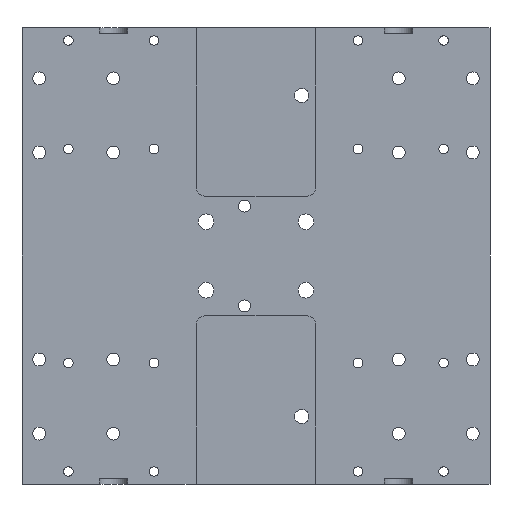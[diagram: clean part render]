
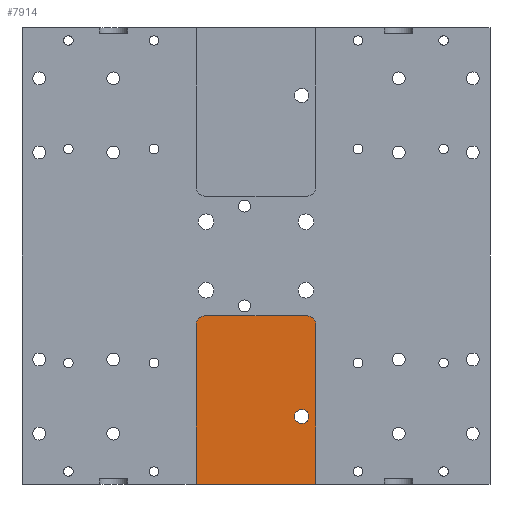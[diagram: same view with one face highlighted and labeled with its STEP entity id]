
A CAD part, front view. The second image highlights one B-rep face of the part: STEP entity #7914.
In plain terms, the highlighted planar face has unit normal (0, -1, 0).
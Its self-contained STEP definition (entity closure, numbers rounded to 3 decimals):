
#100 = PLANE('',#101);
#101 = AXIS2_PLACEMENT_3D('',#102,#103,#104);
#102 = CARTESIAN_POINT('',(-82.,-127.,-160.));
#103 = DIRECTION('',(0.,0.,-1.));
#104 = DIRECTION('',(1.,0.,0.));
#1165 = CYLINDRICAL_SURFACE('',#1166,2.5);
#1166 = AXIS2_PLACEMENT_3D('',#1167,#1168,#1169);
#1167 = CARTESIAN_POINT('',(16.,-109.,-136.25));
#1168 = DIRECTION('',(0.,1.,0.));
#1169 = DIRECTION('',(1.,0.,0.));
#2397 = VERTEX_POINT('',#2398);
#2398 = CARTESIAN_POINT('',(21.,-124.,-160.));
#2412 = PLANE('',#2413);
#2413 = AXIS2_PLACEMENT_3D('',#2414,#2415,#2416);
#2414 = CARTESIAN_POINT('',(21.,-127.,-168.));
#2415 = DIRECTION('',(1.,0.,0.));
#2416 = DIRECTION('',(0.,0.,1.));
#2424 = EDGE_CURVE('',#2425,#2397,#2427,.T.);
#2425 = VERTEX_POINT('',#2426);
#2426 = CARTESIAN_POINT('',(-21.,-124.,-160.));
#2427 = SURFACE_CURVE('',#2428,(#2432,#2439),.PCURVE_S1.);
#2428 = LINE('',#2429,#2430);
#2429 = CARTESIAN_POINT('',(-41.,-124.,-160.));
#2430 = VECTOR('',#2431,1.);
#2431 = DIRECTION('',(1.,0.,0.));
#2432 = PCURVE('',#100,#2433);
#2433 = DEFINITIONAL_REPRESENTATION('',(#2434),#2438);
#2434 = LINE('',#2435,#2436);
#2435 = CARTESIAN_POINT('',(41.,-3.));
#2436 = VECTOR('',#2437,1.);
#2437 = DIRECTION('',(1.,0.));
#2438 = ( GEOMETRIC_REPRESENTATION_CONTEXT(2) 
PARAMETRIC_REPRESENTATION_CONTEXT() REPRESENTATION_CONTEXT('2D SPACE',''
  ) );
#2439 = PCURVE('',#2440,#2445);
#2440 = PLANE('',#2441);
#2441 = AXIS2_PLACEMENT_3D('',#2442,#2443,#2444);
#2442 = CARTESIAN_POINT('',(0.,-124.,-80.));
#2443 = DIRECTION('',(0.,1.,0.));
#2444 = DIRECTION('',(0.,0.,1.));
#2445 = DEFINITIONAL_REPRESENTATION('',(#2446),#2450);
#2446 = LINE('',#2447,#2448);
#2447 = CARTESIAN_POINT('',(-80.,-41.));
#2448 = VECTOR('',#2449,1.);
#2449 = DIRECTION('',(0.,1.));
#2450 = ( GEOMETRIC_REPRESENTATION_CONTEXT(2) 
PARAMETRIC_REPRESENTATION_CONTEXT() REPRESENTATION_CONTEXT('2D SPACE',''
  ) );
#2468 = PLANE('',#2469);
#2469 = AXIS2_PLACEMENT_3D('',#2470,#2471,#2472);
#2470 = CARTESIAN_POINT('',(-21.,-127.,-104.));
#2471 = DIRECTION('',(-1.,0.,-0.));
#2472 = DIRECTION('',(0.,0.,-1.));
#4844 = VERTEX_POINT('',#4845);
#4845 = CARTESIAN_POINT('',(18.5,-124.,-136.25));
#4868 = EDGE_CURVE('',#4844,#4844,#4869,.T.);
#4869 = SURFACE_CURVE('',#4870,(#4875,#4882),.PCURVE_S1.);
#4870 = CIRCLE('',#4871,2.5);
#4871 = AXIS2_PLACEMENT_3D('',#4872,#4873,#4874);
#4872 = CARTESIAN_POINT('',(16.,-124.,-136.25));
#4873 = DIRECTION('',(0.,1.,0.));
#4874 = DIRECTION('',(1.,0.,0.));
#4875 = PCURVE('',#1165,#4876);
#4876 = DEFINITIONAL_REPRESENTATION('',(#4877),#4881);
#4877 = LINE('',#4878,#4879);
#4878 = CARTESIAN_POINT('',(0.,-15.));
#4879 = VECTOR('',#4880,1.);
#4880 = DIRECTION('',(1.,0.));
#4881 = ( GEOMETRIC_REPRESENTATION_CONTEXT(2) 
PARAMETRIC_REPRESENTATION_CONTEXT() REPRESENTATION_CONTEXT('2D SPACE',''
  ) );
#4882 = PCURVE('',#2440,#4883);
#4883 = DEFINITIONAL_REPRESENTATION('',(#4884),#4888);
#4884 = CIRCLE('',#4885,2.5);
#4885 = AXIS2_PLACEMENT_2D('',#4886,#4887);
#4886 = CARTESIAN_POINT('',(-56.25,16.));
#4887 = DIRECTION('',(0.,1.));
#4888 = ( GEOMETRIC_REPRESENTATION_CONTEXT(2) 
PARAMETRIC_REPRESENTATION_CONTEXT() REPRESENTATION_CONTEXT('2D SPACE',''
  ) );
#5942 = CYLINDRICAL_SURFACE('',#5943,3.);
#5943 = AXIS2_PLACEMENT_3D('',#5944,#5945,#5946);
#5944 = CARTESIAN_POINT('',(18.,-127.,-104.));
#5945 = DIRECTION('',(0.,-1.,0.));
#5946 = DIRECTION('',(1.,0.,0.));
#5970 = PLANE('',#5971);
#5971 = AXIS2_PLACEMENT_3D('',#5972,#5973,#5974);
#5972 = CARTESIAN_POINT('',(18.,-127.,-101.));
#5973 = DIRECTION('',(0.,0.,1.));
#5974 = DIRECTION('',(-1.,0.,0.));
#6003 = CYLINDRICAL_SURFACE('',#6004,3.);
#6004 = AXIS2_PLACEMENT_3D('',#6005,#6006,#6007);
#6005 = CARTESIAN_POINT('',(-18.,-127.,-104.));
#6006 = DIRECTION('',(0.,-1.,0.));
#6007 = DIRECTION('',(1.,0.,0.));
#7871 = VERTEX_POINT('',#7872);
#7872 = CARTESIAN_POINT('',(-21.,-124.,-104.));
#7893 = EDGE_CURVE('',#7871,#2425,#7894,.T.);
#7894 = SURFACE_CURVE('',#7895,(#7899,#7906),.PCURVE_S1.);
#7895 = LINE('',#7896,#7897);
#7896 = CARTESIAN_POINT('',(-21.,-124.,-104.));
#7897 = VECTOR('',#7898,1.);
#7898 = DIRECTION('',(0.,0.,-1.));
#7899 = PCURVE('',#2468,#7900);
#7900 = DEFINITIONAL_REPRESENTATION('',(#7901),#7905);
#7901 = LINE('',#7902,#7903);
#7902 = CARTESIAN_POINT('',(0.,-3.));
#7903 = VECTOR('',#7904,1.);
#7904 = DIRECTION('',(1.,0.));
#7905 = ( GEOMETRIC_REPRESENTATION_CONTEXT(2) 
PARAMETRIC_REPRESENTATION_CONTEXT() REPRESENTATION_CONTEXT('2D SPACE',''
  ) );
#7906 = PCURVE('',#2440,#7907);
#7907 = DEFINITIONAL_REPRESENTATION('',(#7908),#7912);
#7908 = LINE('',#7909,#7910);
#7909 = CARTESIAN_POINT('',(-24.,-21.));
#7910 = VECTOR('',#7911,1.);
#7911 = DIRECTION('',(-1.,0.));
#7912 = ( GEOMETRIC_REPRESENTATION_CONTEXT(2) 
PARAMETRIC_REPRESENTATION_CONTEXT() REPRESENTATION_CONTEXT('2D SPACE',''
  ) );
#7914 = ADVANCED_FACE('',(#7915,#8019),#2440,.F.);
#7915 = FACE_BOUND('',#7916,.F.);
#7916 = EDGE_LOOP('',(#7917,#7918,#7919,#7947,#7970,#7998));
#7917 = ORIENTED_EDGE('',*,*,#2424,.F.);
#7918 = ORIENTED_EDGE('',*,*,#7893,.F.);
#7919 = ORIENTED_EDGE('',*,*,#7920,.F.);
#7920 = EDGE_CURVE('',#7921,#7871,#7923,.T.);
#7921 = VERTEX_POINT('',#7922);
#7922 = CARTESIAN_POINT('',(-18.,-124.,-101.));
#7923 = SURFACE_CURVE('',#7924,(#7929,#7940),.PCURVE_S1.);
#7924 = CIRCLE('',#7925,3.);
#7925 = AXIS2_PLACEMENT_3D('',#7926,#7927,#7928);
#7926 = CARTESIAN_POINT('',(-18.,-124.,-104.));
#7927 = DIRECTION('',(0.,-1.,0.));
#7928 = DIRECTION('',(1.,0.,0.));
#7929 = PCURVE('',#2440,#7930);
#7930 = DEFINITIONAL_REPRESENTATION('',(#7931),#7939);
#7931 = ( BOUNDED_CURVE() B_SPLINE_CURVE(2,(#7932,#7933,#7934,#7935,
#7936,#7937,#7938),.UNSPECIFIED.,.T.,.F.) B_SPLINE_CURVE_WITH_KNOTS((1,2
    ,2,2,2,1),(-2.094,0.,2.094,4.189,
6.283,8.378),.UNSPECIFIED.) CURVE() 
GEOMETRIC_REPRESENTATION_ITEM() RATIONAL_B_SPLINE_CURVE((1.,0.5,1.,0.5,
1.,0.5,1.)) REPRESENTATION_ITEM('') );
#7932 = CARTESIAN_POINT('',(-24.,-15.));
#7933 = CARTESIAN_POINT('',(-18.804,-15.));
#7934 = CARTESIAN_POINT('',(-21.402,-19.5));
#7935 = CARTESIAN_POINT('',(-24.,-24.));
#7936 = CARTESIAN_POINT('',(-26.598,-19.5));
#7937 = CARTESIAN_POINT('',(-29.196,-15.));
#7938 = CARTESIAN_POINT('',(-24.,-15.));
#7939 = ( GEOMETRIC_REPRESENTATION_CONTEXT(2) 
PARAMETRIC_REPRESENTATION_CONTEXT() REPRESENTATION_CONTEXT('2D SPACE',''
  ) );
#7940 = PCURVE('',#6003,#7941);
#7941 = DEFINITIONAL_REPRESENTATION('',(#7942),#7946);
#7942 = LINE('',#7943,#7944);
#7943 = CARTESIAN_POINT('',(0.,-3.));
#7944 = VECTOR('',#7945,1.);
#7945 = DIRECTION('',(1.,0.));
#7946 = ( GEOMETRIC_REPRESENTATION_CONTEXT(2) 
PARAMETRIC_REPRESENTATION_CONTEXT() REPRESENTATION_CONTEXT('2D SPACE',''
  ) );
#7947 = ORIENTED_EDGE('',*,*,#7948,.F.);
#7948 = EDGE_CURVE('',#7949,#7921,#7951,.T.);
#7949 = VERTEX_POINT('',#7950);
#7950 = CARTESIAN_POINT('',(18.,-124.,-101.));
#7951 = SURFACE_CURVE('',#7952,(#7956,#7963),.PCURVE_S1.);
#7952 = LINE('',#7953,#7954);
#7953 = CARTESIAN_POINT('',(18.,-124.,-101.));
#7954 = VECTOR('',#7955,1.);
#7955 = DIRECTION('',(-1.,0.,0.));
#7956 = PCURVE('',#2440,#7957);
#7957 = DEFINITIONAL_REPRESENTATION('',(#7958),#7962);
#7958 = LINE('',#7959,#7960);
#7959 = CARTESIAN_POINT('',(-21.,18.));
#7960 = VECTOR('',#7961,1.);
#7961 = DIRECTION('',(0.,-1.));
#7962 = ( GEOMETRIC_REPRESENTATION_CONTEXT(2) 
PARAMETRIC_REPRESENTATION_CONTEXT() REPRESENTATION_CONTEXT('2D SPACE',''
  ) );
#7963 = PCURVE('',#5970,#7964);
#7964 = DEFINITIONAL_REPRESENTATION('',(#7965),#7969);
#7965 = LINE('',#7966,#7967);
#7966 = CARTESIAN_POINT('',(0.,-3.));
#7967 = VECTOR('',#7968,1.);
#7968 = DIRECTION('',(1.,0.));
#7969 = ( GEOMETRIC_REPRESENTATION_CONTEXT(2) 
PARAMETRIC_REPRESENTATION_CONTEXT() REPRESENTATION_CONTEXT('2D SPACE',''
  ) );
#7970 = ORIENTED_EDGE('',*,*,#7971,.F.);
#7971 = EDGE_CURVE('',#7972,#7949,#7974,.T.);
#7972 = VERTEX_POINT('',#7973);
#7973 = CARTESIAN_POINT('',(21.,-124.,-104.));
#7974 = SURFACE_CURVE('',#7975,(#7980,#7991),.PCURVE_S1.);
#7975 = CIRCLE('',#7976,3.);
#7976 = AXIS2_PLACEMENT_3D('',#7977,#7978,#7979);
#7977 = CARTESIAN_POINT('',(18.,-124.,-104.));
#7978 = DIRECTION('',(0.,-1.,0.));
#7979 = DIRECTION('',(1.,0.,0.));
#7980 = PCURVE('',#2440,#7981);
#7981 = DEFINITIONAL_REPRESENTATION('',(#7982),#7990);
#7982 = ( BOUNDED_CURVE() B_SPLINE_CURVE(2,(#7983,#7984,#7985,#7986,
#7987,#7988,#7989),.UNSPECIFIED.,.T.,.F.) B_SPLINE_CURVE_WITH_KNOTS((1,2
    ,2,2,2,1),(-2.094,0.,2.094,4.189,
6.283,8.378),.UNSPECIFIED.) CURVE() 
GEOMETRIC_REPRESENTATION_ITEM() RATIONAL_B_SPLINE_CURVE((1.,0.5,1.,0.5,
1.,0.5,1.)) REPRESENTATION_ITEM('') );
#7983 = CARTESIAN_POINT('',(-24.,21.));
#7984 = CARTESIAN_POINT('',(-18.804,21.));
#7985 = CARTESIAN_POINT('',(-21.402,16.5));
#7986 = CARTESIAN_POINT('',(-24.,12.));
#7987 = CARTESIAN_POINT('',(-26.598,16.5));
#7988 = CARTESIAN_POINT('',(-29.196,21.));
#7989 = CARTESIAN_POINT('',(-24.,21.));
#7990 = ( GEOMETRIC_REPRESENTATION_CONTEXT(2) 
PARAMETRIC_REPRESENTATION_CONTEXT() REPRESENTATION_CONTEXT('2D SPACE',''
  ) );
#7991 = PCURVE('',#5942,#7992);
#7992 = DEFINITIONAL_REPRESENTATION('',(#7993),#7997);
#7993 = LINE('',#7994,#7995);
#7994 = CARTESIAN_POINT('',(0.,-3.));
#7995 = VECTOR('',#7996,1.);
#7996 = DIRECTION('',(1.,0.));
#7997 = ( GEOMETRIC_REPRESENTATION_CONTEXT(2) 
PARAMETRIC_REPRESENTATION_CONTEXT() REPRESENTATION_CONTEXT('2D SPACE',''
  ) );
#7998 = ORIENTED_EDGE('',*,*,#7999,.F.);
#7999 = EDGE_CURVE('',#2397,#7972,#8000,.T.);
#8000 = SURFACE_CURVE('',#8001,(#8005,#8012),.PCURVE_S1.);
#8001 = LINE('',#8002,#8003);
#8002 = CARTESIAN_POINT('',(21.,-124.,-168.));
#8003 = VECTOR('',#8004,1.);
#8004 = DIRECTION('',(0.,0.,1.));
#8005 = PCURVE('',#2440,#8006);
#8006 = DEFINITIONAL_REPRESENTATION('',(#8007),#8011);
#8007 = LINE('',#8008,#8009);
#8008 = CARTESIAN_POINT('',(-88.,21.));
#8009 = VECTOR('',#8010,1.);
#8010 = DIRECTION('',(1.,0.));
#8011 = ( GEOMETRIC_REPRESENTATION_CONTEXT(2) 
PARAMETRIC_REPRESENTATION_CONTEXT() REPRESENTATION_CONTEXT('2D SPACE',''
  ) );
#8012 = PCURVE('',#2412,#8013);
#8013 = DEFINITIONAL_REPRESENTATION('',(#8014),#8018);
#8014 = LINE('',#8015,#8016);
#8015 = CARTESIAN_POINT('',(0.,-3.));
#8016 = VECTOR('',#8017,1.);
#8017 = DIRECTION('',(1.,0.));
#8018 = ( GEOMETRIC_REPRESENTATION_CONTEXT(2) 
PARAMETRIC_REPRESENTATION_CONTEXT() REPRESENTATION_CONTEXT('2D SPACE',''
  ) );
#8019 = FACE_BOUND('',#8020,.F.);
#8020 = EDGE_LOOP('',(#8021));
#8021 = ORIENTED_EDGE('',*,*,#4868,.F.);
